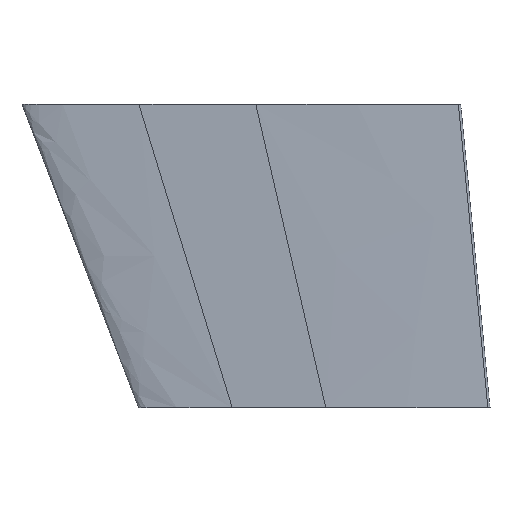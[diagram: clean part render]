
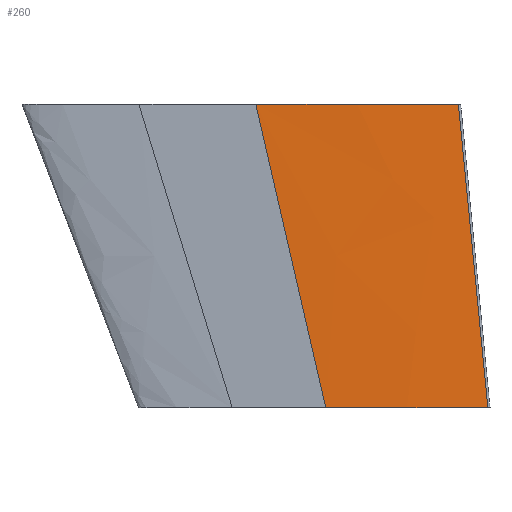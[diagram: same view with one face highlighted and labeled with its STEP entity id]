
A CAD part, front view. The second image highlights one B-rep face of the part: STEP entity #260.
In plain terms, the highlighted free-form (B-spline) face has degree [2, 1] with [3, 2] control points.
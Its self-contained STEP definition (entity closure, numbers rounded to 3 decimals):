
#2 = CARTESIAN_POINT ( 'NONE',  ( 46.645, 2., -28.889 ) ) ;
#5 = VECTOR ( 'NONE', #333, 1000. ) ;
#6 = CARTESIAN_POINT ( 'NONE',  ( 35.026, 1.501, 36.111 ) ) ;
#9 = CARTESIAN_POINT ( 'NONE',  ( 35.548, 1.501, 30.718 ) ) ;
#13 = FACE_OUTER_BOUND ( 'NONE', #59, .T. ) ;
#17 = CARTESIAN_POINT ( 'NONE',  ( -8.306, 0., 36.111 ) ) ;
#33 = CARTESIAN_POINT ( 'NONE',  ( 38.906, 1.502, -3.95 ) ) ;
#40 = CARTESIAN_POINT ( 'NONE',  ( 36.58, 1.501, 20.061 ) ) ;
#44 = CARTESIAN_POINT ( 'NONE',  ( 41.694, 2., 36.111 ) ) ;
#46 = CARTESIAN_POINT ( 'NONE',  ( 13.402, 0., 36.111 ) ) ;
#59 = EDGE_LOOP ( 'NONE', ( #164, #103, #201, #256 ) ) ;
#70 = CARTESIAN_POINT ( 'NONE',  ( 41.322, 1.502, -28.889 ) ) ;
#85 = EDGE_CURVE ( 'NONE', #449, #161, #404, .T. ) ;
#95 = VERTEX_POINT ( 'NONE', #289 ) ;
#102 = CARTESIAN_POINT ( 'NONE',  ( 6.645, 0., -28.889 ) ) ;
#103 = ORIENTED_EDGE ( 'NONE', *, *, #306, .T. ) ;
#106 = CARTESIAN_POINT ( 'NONE',  ( 26.708, 0., -28.889 ) ) ;
#132 = EDGE_CURVE ( 'NONE', #161, #95, #434, .T. ) ;
#144 = CARTESIAN_POINT ( 'NONE',  ( 40.517, 1.502, -20.576 ) ) ;
#147 = CARTESIAN_POINT ( 'NONE',  ( 35.026, 1.501, 36.111 ) ) ;
#161 = VERTEX_POINT ( 'NONE', #102 ) ;
#164 = ORIENTED_EDGE ( 'NONE', *, *, #132, .T. ) ;
#165 = B_SPLINE_CURVE_WITH_KNOTS ( 'NONE', 2,
 ( #271, #46, #147 ),
 .UNSPECIFIED., .F., .F.,
 ( 3, 3 ),
 ( 0., 0.866 ),
 .UNSPECIFIED. ) ;
#178 = CARTESIAN_POINT ( 'NONE',  ( 36.195, 1.501, 24.041 ) ) ;
#201 = ORIENTED_EDGE ( 'NONE', *, *, #342, .F. ) ;
#216 = B_SPLINE_CURVE_WITH_KNOTS ( 'NONE', 3,
 ( #70, #144, #374, #33, #419, #268, #310, #40, #178, #265, #9, #340, #6 ),
 .UNSPECIFIED., .F., .F.,
 ( 4, 3, 3, 3, 4 ),
 ( 0., 0.025, 0.045, 0.057, 0.065 ),
 .UNSPECIFIED. ) ;
#231 = CARTESIAN_POINT ( 'NONE',  ( 16.75, 0., 36.111 ) ) ;
#249 = B_SPLINE_SURFACE_WITH_KNOTS ( 'NONE', 2, 1, ( 
 ( #455, #307 ),
 ( #231, #106 ),
 ( #44, #2 ) ),
 .UNSPECIFIED., .F., .F., .F.,
 ( 3, 3 ),
 ( 2, 2 ),
 ( 0., 1. ),
 ( 0., 1. ),
 .UNSPECIFIED. ) ;
#255 = CARTESIAN_POINT ( 'NONE',  ( 24.031, 0., -28.889 ) ) ;
#256 = ORIENTED_EDGE ( 'NONE', *, *, #85, .T. ) ;
#260 = ADVANCED_FACE ( 'NONE', ( #13 ), #249, .F. ) ;
#265 = CARTESIAN_POINT ( 'NONE',  ( 35.809, 1.501, 28.021 ) ) ;
#268 = CARTESIAN_POINT ( 'NONE',  ( 37.613, 1.501, 9.404 ) ) ;
#271 = CARTESIAN_POINT ( 'NONE',  ( -8.306, 0., 36.111 ) ) ;
#289 = CARTESIAN_POINT ( 'NONE',  ( 41.322, 1.502, -28.889 ) ) ;
#291 = VERTEX_POINT ( 'NONE', #350 ) ;
#306 = EDGE_CURVE ( 'NONE', #95, #291, #216, .T. ) ;
#307 = CARTESIAN_POINT ( 'NONE',  ( 6.645, 0., -28.889 ) ) ;
#310 = CARTESIAN_POINT ( 'NONE',  ( 36.966, 1.501, 16.081 ) ) ;
#333 = DIRECTION ( 'NONE',  ( 0.224, 0., -0.975 ) ) ;
#340 = CARTESIAN_POINT ( 'NONE',  ( 35.287, 1.501, 33.414 ) ) ;
#342 = EDGE_CURVE ( 'NONE', #449, #291, #165, .T. ) ;
#350 = CARTESIAN_POINT ( 'NONE',  ( 35.026, 1.501, 36.111 ) ) ;
#365 = CARTESIAN_POINT ( 'NONE',  ( -8.306, 0., 36.111 ) ) ;
#374 = CARTESIAN_POINT ( 'NONE',  ( 39.711, 1.502, -12.263 ) ) ;
#399 = CARTESIAN_POINT ( 'NONE',  ( 6.645, 0., -28.889 ) ) ;
#404 = LINE ( 'NONE', #365, #5 ) ;
#419 = CARTESIAN_POINT ( 'NONE',  ( 38.259, 1.502, 2.727 ) ) ;
#434 = B_SPLINE_CURVE_WITH_KNOTS ( 'NONE', 2,
 ( #399, #255, #444 ),
 .UNSPECIFIED., .F., .F.,
 ( 3, 3 ),
 ( 0., 0.867 ),
 .UNSPECIFIED. ) ;
#444 = CARTESIAN_POINT ( 'NONE',  ( 41.322, 1.502, -28.889 ) ) ;
#449 = VERTEX_POINT ( 'NONE', #17 ) ;
#455 = CARTESIAN_POINT ( 'NONE',  ( -8.306, 0., 36.111 ) ) ;
